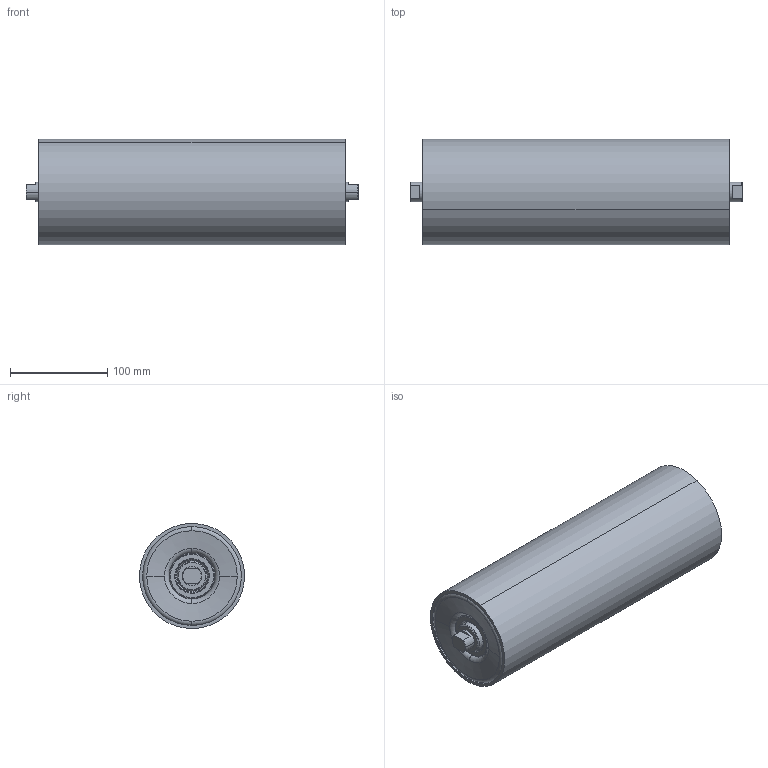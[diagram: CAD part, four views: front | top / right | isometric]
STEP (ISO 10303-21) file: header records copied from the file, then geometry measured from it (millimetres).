
FILE_DESCRIPTION (( 'STEP AP214' ), '1' );
FILE_NAME ('0025868_TRST-108x3,25-STL-A20-SW15x10-RL=315_(A-01).step', '2019-04-10T07:27:26', ( '' ), ( '' ), 'SwSTEP 2.0', 'SolidWorks 2018', '' );
FILE_SCHEMA (( 'AUTOMOTIVE_DESIGN' ));
Length unit declared in the file: millimetre
Products named in the file (1): 0025868_TRST-108x3,25-STL-A20-SW15x10-RL=315_(A-01)
Bounding box: 341 x 108 x 108 mm (x, y, z)
Volume: 578284.5 mm3; surface area: 382995.6 mm2
Topology: 22 solids, 22 shells, 506 faces, 1120 edges, 704 vertices
Faces by surface type: cylinder 220, torus 132, plane 102, cone 42, sphere 10
Entity records: 20367 total; most frequent: DIRECTION 2892, CARTESIAN_POINT 2707, ORIENTED_EDGE 2208, AXIS2_PLACEMENT_3D 1303, EDGE_CURVE 1104, CIRCLE 798, VERTEX_POINT 696, EDGE_LOOP 602
